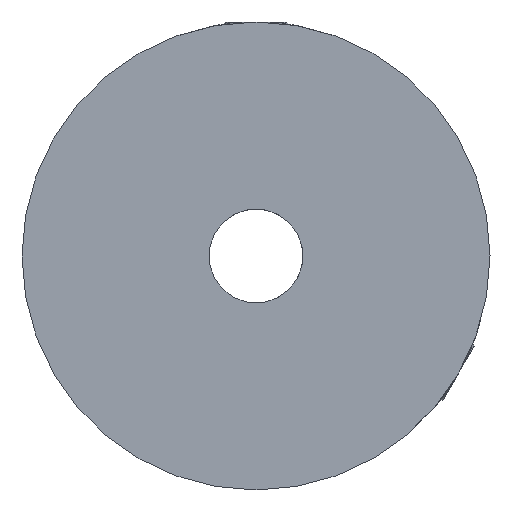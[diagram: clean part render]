
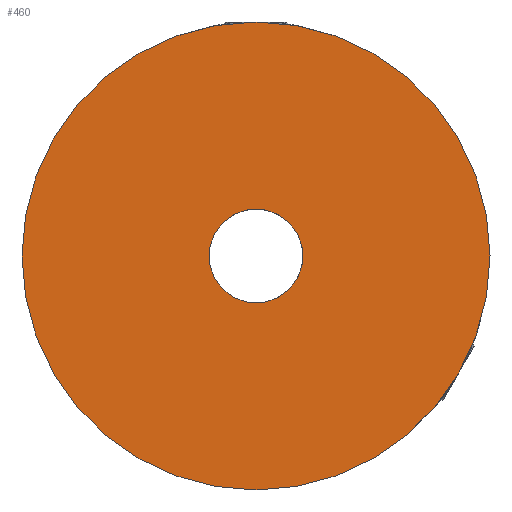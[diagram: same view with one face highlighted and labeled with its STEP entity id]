
A CAD part, left-side view. The second image highlights one B-rep face of the part: STEP entity #460.
In plain terms, the highlighted planar face has unit normal (-1, 0, 0).
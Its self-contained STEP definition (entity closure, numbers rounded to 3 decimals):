
#460 = ADVANCED_FACE( '', ( #1043, #1044 ), #1045, .T. );
#1043 = FACE_OUTER_BOUND( '', #1670, .T. );
#1044 = FACE_BOUND( '', #1671, .T. );
#1045 = PLANE( '', #1672 );
#1670 = EDGE_LOOP( '', ( #2726 ) );
#1671 = EDGE_LOOP( '', ( #2727 ) );
#1672 = AXIS2_PLACEMENT_3D( '', #2728, #2729, #2730 );
#2726 = ORIENTED_EDGE( '', *, *, #3308, .T. );
#2727 = ORIENTED_EDGE( '', *, *, #3295, .F. );
#2728 = CARTESIAN_POINT( '', ( -37.229, 0., 2.5 ) );
#2729 = DIRECTION( '', ( -1., 0., 0. ) );
#2730 = DIRECTION( '', ( 0., 0., 1. ) );
#3295 = EDGE_CURVE( '', #3888, #3888, #3889, .T. );
#3308 = EDGE_CURVE( '', #3905, #3905, #3906, .T. );
#3888 = VERTEX_POINT( '', #4964 );
#3889 = CIRCLE( '', #4965, 2.5 );
#3905 = VERTEX_POINT( '', #4987 );
#3906 = CIRCLE( '', #4988, 12.5 );
#4964 = CARTESIAN_POINT( '', ( -37.229, 0., 2.5 ) );
#4965 = AXIS2_PLACEMENT_3D( '', #5533, #5534, #5535 );
#4987 = CARTESIAN_POINT( '', ( -37.229, 0., 12.5 ) );
#4988 = AXIS2_PLACEMENT_3D( '', #5542, #5543, #5544 );
#5533 = CARTESIAN_POINT( '', ( -37.229, 0., 0. ) );
#5534 = DIRECTION( '', ( -1., 0., 0. ) );
#5535 = DIRECTION( '', ( 0., 0., 1. ) );
#5542 = CARTESIAN_POINT( '', ( -37.229, 0., 0. ) );
#5543 = DIRECTION( '', ( -1., 0., 0. ) );
#5544 = DIRECTION( '', ( 0., 0., 1. ) );
